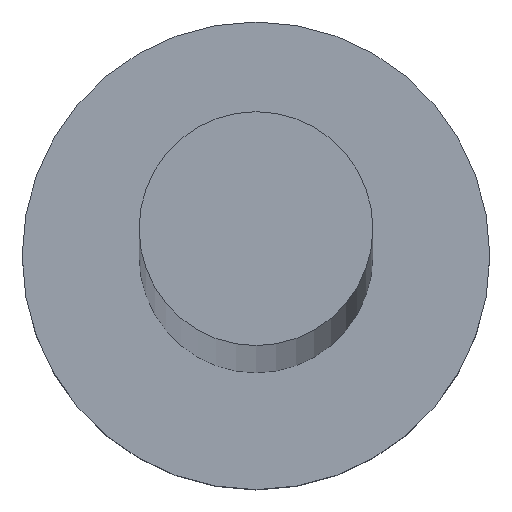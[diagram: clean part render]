
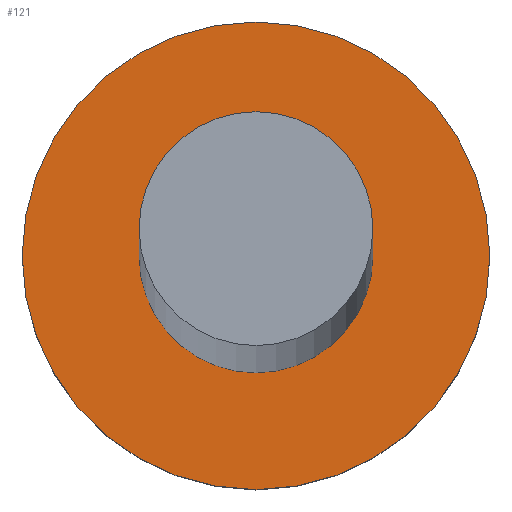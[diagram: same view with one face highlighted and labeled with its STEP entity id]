
A CAD part, top view. The second image highlights one B-rep face of the part: STEP entity #121.
In plain terms, the highlighted planar face has unit normal (0, 0, 1).
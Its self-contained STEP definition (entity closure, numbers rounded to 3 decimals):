
#2 = DIRECTION ( 'NONE',  ( 0., 0., 1. ) ) ;
#21 = CARTESIAN_POINT ( 'NONE',  ( 6., 0., 5. ) ) ;
#26 = VERTEX_POINT ( 'NONE', #173 ) ;
#28 = CIRCLE ( 'NONE', #143, 6. ) ;
#36 = EDGE_CURVE ( 'NONE', #59, #135, #106, .T. ) ;
#41 = AXIS2_PLACEMENT_3D ( 'NONE', #255, #229, #125 ) ;
#44 = ORIENTED_EDGE ( 'NONE', *, *, #156, .T. ) ;
#45 = DIRECTION ( 'NONE',  ( 0., 0., 1. ) ) ;
#58 = AXIS2_PLACEMENT_3D ( 'NONE', #194, #214, #155 ) ;
#59 = VERTEX_POINT ( 'NONE', #136 ) ;
#64 = DIRECTION ( 'NONE',  ( 0., 0., 1. ) ) ;
#66 = CIRCLE ( 'NONE', #249, 6. ) ;
#80 = ORIENTED_EDGE ( 'NONE', *, *, #91, .T. ) ;
#84 = FACE_BOUND ( 'NONE', #179, .T. ) ;
#86 = CARTESIAN_POINT ( 'NONE',  ( 0., 0., 5. ) ) ;
#91 = EDGE_CURVE ( 'NONE', #176, #26, #66, .T. ) ;
#105 = DIRECTION ( 'NONE',  ( 1., 0., 0. ) ) ;
#106 = CIRCLE ( 'NONE', #58, 3. ) ;
#115 = CIRCLE ( 'NONE', #41, 3. ) ;
#121 = ADVANCED_FACE ( 'NONE', ( #84, #191 ), #122, .T. ) ;
#122 = PLANE ( 'NONE',  #123 ) ;
#123 = AXIS2_PLACEMENT_3D ( 'NONE', #159, #2, #105 ) ;
#125 = DIRECTION ( 'NONE',  ( 1., 0., 0. ) ) ;
#135 = VERTEX_POINT ( 'NONE', #216 ) ;
#136 = CARTESIAN_POINT ( 'NONE',  ( 3., 0., 5. ) ) ;
#141 = DIRECTION ( 'NONE',  ( 1., 0., 0. ) ) ;
#143 = AXIS2_PLACEMENT_3D ( 'NONE', #86, #64, #141 ) ;
#155 = DIRECTION ( 'NONE',  ( 1., 0., 0. ) ) ;
#156 = EDGE_CURVE ( 'NONE', #26, #176, #28, .T. ) ;
#159 = CARTESIAN_POINT ( 'NONE',  ( 0., 0., 5. ) ) ;
#163 = EDGE_CURVE ( 'NONE', #135, #59, #115, .T. ) ;
#170 = ORIENTED_EDGE ( 'NONE', *, *, #163, .F. ) ;
#173 = CARTESIAN_POINT ( 'NONE',  ( -6., 0., 5. ) ) ;
#176 = VERTEX_POINT ( 'NONE', #21 ) ;
#179 = EDGE_LOOP ( 'NONE', ( #170, #238 ) ) ;
#180 = CARTESIAN_POINT ( 'NONE',  ( 0., 0., 5. ) ) ;
#191 = FACE_OUTER_BOUND ( 'NONE', #228, .T. ) ;
#194 = CARTESIAN_POINT ( 'NONE',  ( 0., 0., 5. ) ) ;
#207 = DIRECTION ( 'NONE',  ( 1., 0., 0. ) ) ;
#214 = DIRECTION ( 'NONE',  ( 0., 0., 1. ) ) ;
#216 = CARTESIAN_POINT ( 'NONE',  ( -3., 0., 5. ) ) ;
#228 = EDGE_LOOP ( 'NONE', ( #44, #80 ) ) ;
#229 = DIRECTION ( 'NONE',  ( 0., 0., 1. ) ) ;
#238 = ORIENTED_EDGE ( 'NONE', *, *, #36, .F. ) ;
#249 = AXIS2_PLACEMENT_3D ( 'NONE', #180, #45, #207 ) ;
#255 = CARTESIAN_POINT ( 'NONE',  ( 0., 0., 5. ) ) ;
